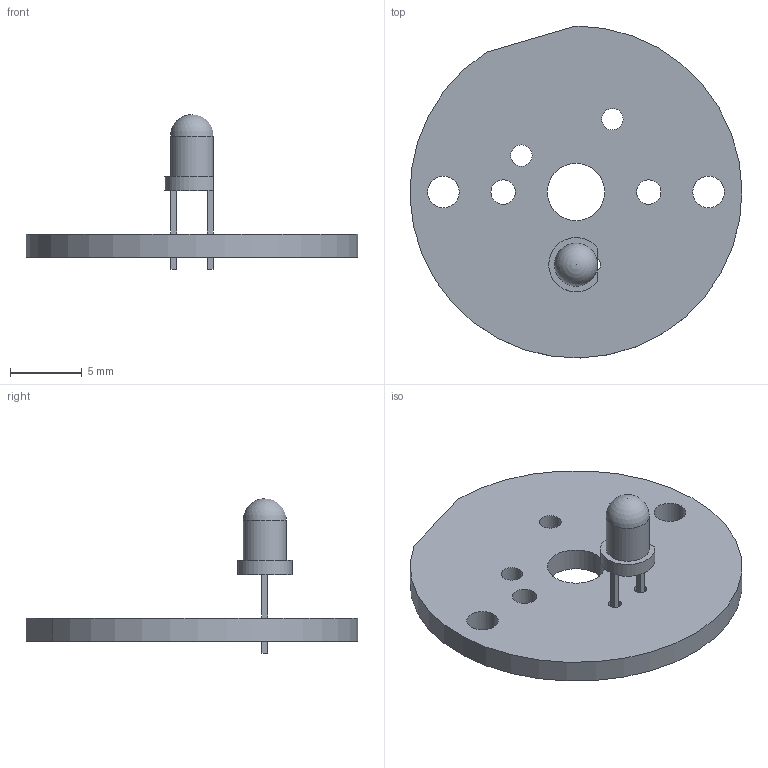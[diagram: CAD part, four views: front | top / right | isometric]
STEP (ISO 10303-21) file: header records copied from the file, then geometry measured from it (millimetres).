
FILE_DESCRIPTION(('KiCad electronic assembly'),'2;1');
FILE_NAME('button_pcb.step','2024-10-10T20:02:12',('Pcbnew'),('Kicad'), 'Open CASCADE STEP processor 7.8','KiCad to STEP converter','Unknown' );
FILE_SCHEMA(('AUTOMOTIVE_DESIGN { 1 0 10303 214 1 1 1 1 }'));
Length unit declared in the file: millimetre
Products named in the file (4): button_pcb 1; LED_D3.0mm; Small_Button_PCB
Assembly tree (3 placements, depth 3):
  button_pcb 1
    LED_D3.0mm
      LED_D3.0mm
    Small_Button_PCB
Bounding box: 23.15 x 23.16 x 10.8 mm (x, y, z)
Volume: 663 mm3; surface area: 1063.6 mm2
Topology: 2 solids, 2 shells, 30 faces, 73 edges, 48 vertices
Faces by surface type: plane 17, cylinder 12, sphere 1
Full cylindrical faces by diameter (mm): 0.9 x2, 1.5 x2, 1.7 x2, 2.2 x2, 3 x1, 4 x1
Entity records: 1123 total; most frequent: DIRECTION 169, CARTESIAN_POINT 157, ORIENTED_EDGE 148, EDGE_CURVE 74, AXIS2_PLACEMENT_3D 61, FACE_BOUND 51, EDGE_LOOP 51, VERTEX_POINT 49
